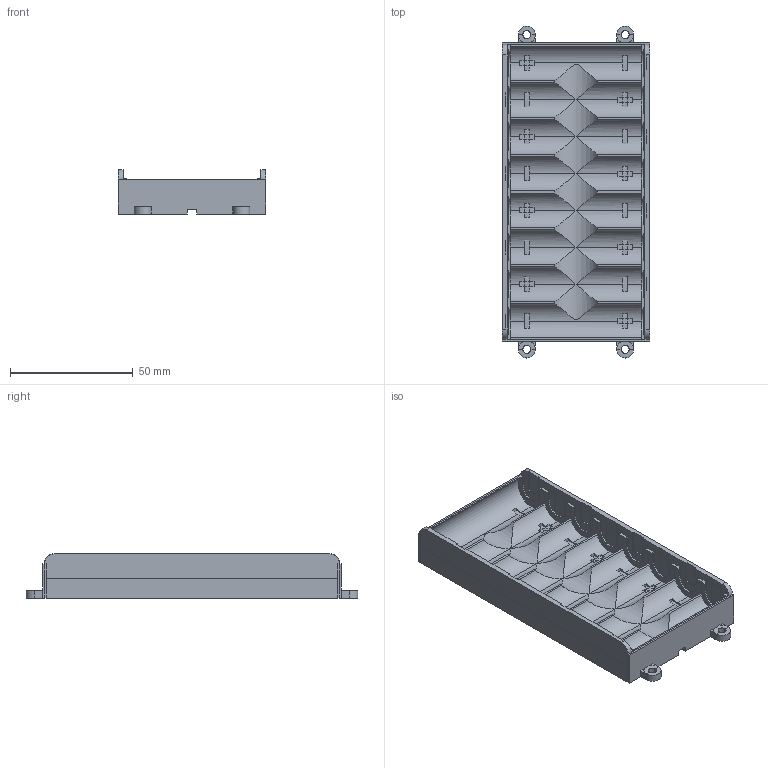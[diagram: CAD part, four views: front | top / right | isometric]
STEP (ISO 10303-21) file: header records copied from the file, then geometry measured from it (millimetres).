
FILE_DESCRIPTION(('FreeCAD Model'),'2;1');
FILE_NAME('Open CASCADE Shape Model','2024-01-17T15:45:16',(''),(''), 'Open CASCADE STEP processor 7.6','FreeCAD','Unknown');
FILE_SCHEMA(('AUTOMOTIVE_DESIGN { 1 0 10303 214 1 1 1 1 }'));
Length unit declared in the file: millimetre
Products named in the file (1): difference008
Bounding box: 60 x 135 x 18 mm (x, y, z)
Volume: 35777.5 mm3; surface area: 30375.7 mm2
Topology: 1 solids, 1 shells, 964 faces, 2474 edges, 1472 vertices
Faces by surface type: plane 877, cylinder 87
Full cylindrical faces by diameter (mm): 3.3 x4
Entity records: 29160 total; most frequent: CARTESIAN_POINT 5751, ORIENTED_EDGE 4948, DIRECTION 4748, EDGE_CURVE 2474, LINE 2074, VECTOR 2074, VERTEX_POINT 1472, AXIS2_PLACEMENT_3D 1337
